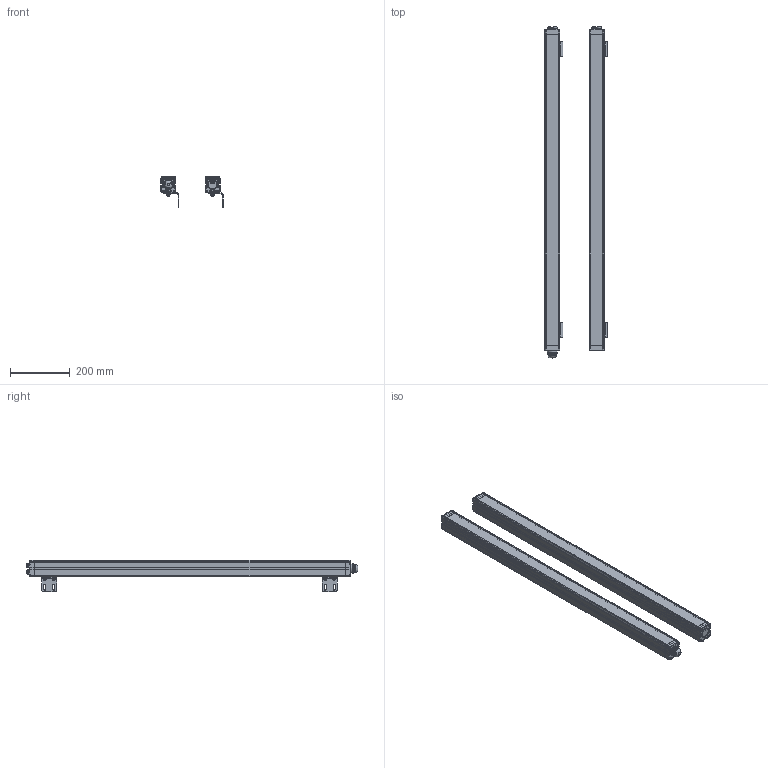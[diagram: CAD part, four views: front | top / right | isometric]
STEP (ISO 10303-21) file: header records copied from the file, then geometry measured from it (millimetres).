
FILE_DESCRIPTION(/* description */ (''),/* implementation_level */ '2;1');
FILE_NAME(/* name */ 'SMO_SMPO_4B.stp',/* time_stamp */ '2017-10-02T10:33:57+02:00',/* author */ ('frigo'),/* organization */ ('REER'),/* preprocessor_version */ 'ST-DEVELOPER v16.1',/* originating_system */ 'AutoCAD Mechanical',/* authorisation */ '');
FILE_SCHEMA (('AUTOMOTIVE_DESIGN { 1 0 10303 214 3 1 1 }'));
Products named in the file (18): AVE_RENDER; AVE_GLOBAL; 830000Z_1; 830000X; ANELLO_BLU_P; ANELLO_ROSSO_P; OR_12IX15; VITE35X38; ANELLO_GIALLO_P; 8480059; OR_26IX1_5; F_5POLI; M_12; 8290235; 8290227; 8290228; 8290233; Product
Assembly tree (56 placements, depth 2):
  Product
    AVE_RENDER  x8
    AVE_GLOBAL
    8290227  x2
    830000Z_1  x5
    830000X  x2
    F_5POLI  x5
    M_12  x2
    ANELLO_BLU_P  x2
    ANELLO_ROSSO_P  x2
    OR_12IX15  x5
    VITE35X38  x16
    ANELLO_GIALLO_P
    8290228
    8290233
    8290235
    8480059
    OR_26IX1_5
Bounding box: 207.84 x 1109 x 105.24 mm (x, y, z)
Volume: 1805278.6 mm3; surface area: 1409582.3 mm2
Topology: 75 solids, 143 shells, 6502 faces, 16370 edges, 10387 vertices
Faces by surface type: plane 3469, cylinder 1940, cone 307, bspline 292, torus 270, sphere 224
Full cylindrical faces by diameter (mm): 0.6 x24, 0.63 x24, 0.75 x7, 0.85 x2, 1 x25, 1.1 x49, 1.9 x3, 2 x18, 2.7 x3, 3 x3, 3.5 x32, 4.5 x20, 6 x16, 6.6 x16, 7.865 x8, 7.878 x10, 8 x4, 8.25 x5, 8.4 x2, 8.9 x15, 9.3 x4, 9.6 x2, 9.8 x5, 10 x2, 11 x14, 12 x22, 12.705 x8, 14 x21, 15 x9, 15.5 x17
Entity records: 133552 total; most frequent: CARTESIAN_POINT 41824, DIRECTION 19662, ORIENTED_EDGE 18144, EDGE_CURVE 9206, AXIS2_PLACEMENT_3D 6962, VERTEX_POINT 5936, LINE 5738, VECTOR 5738
